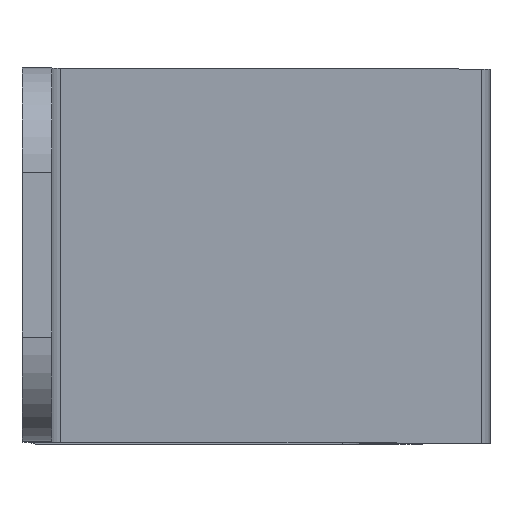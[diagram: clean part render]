
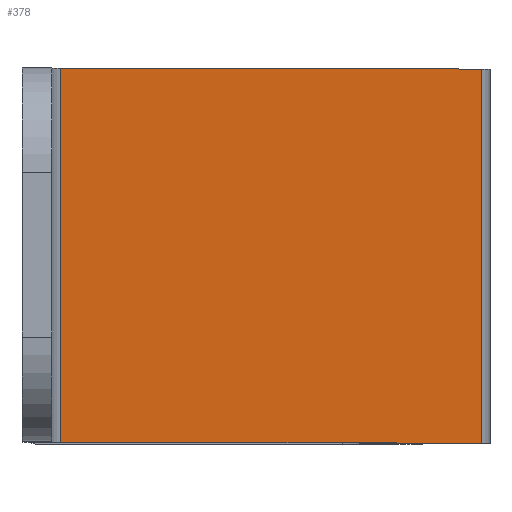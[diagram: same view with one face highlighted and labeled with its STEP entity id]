
A CAD part, top view. The second image highlights one B-rep face of the part: STEP entity #378.
In plain terms, the highlighted planar face has unit normal (0.808, 0, 0.589).
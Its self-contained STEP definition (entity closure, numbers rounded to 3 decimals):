
#48 = CARTESIAN_POINT ( 'NONE',  ( 17.696, 25., 36.581 ) ) ;
#50 = VERTEX_POINT ( 'NONE', #223 ) ;
#81 = VECTOR ( 'NONE', #94, 1000. ) ;
#94 = DIRECTION ( 'NONE',  ( 0., -1., 0. ) ) ;
#109 = PLANE ( 'NONE',  #1312 ) ;
#175 = ORIENTED_EDGE ( 'NONE', *, *, #1429, .T. ) ;
#216 = CARTESIAN_POINT ( 'NONE',  ( 17.696, 25., 36.581 ) ) ;
#223 = CARTESIAN_POINT ( 'NONE',  ( -10.425, 0., 75.211 ) ) ;
#254 = EDGE_LOOP ( 'NONE', ( #1035, #175, #1000, #1065 ) ) ;
#313 = LINE ( 'NONE', #1570, #81 ) ;
#363 = CARTESIAN_POINT ( 'NONE',  ( -10.425, 25., 75.211 ) ) ;
#378 = ADVANCED_FACE ( 'NONE', ( #839 ), #109, .F. ) ;
#430 = EDGE_CURVE ( 'NONE', #50, #1681, #1055, .T. ) ;
#578 = CARTESIAN_POINT ( 'NONE',  ( 17.696, 0., 36.581 ) ) ;
#645 = CARTESIAN_POINT ( 'NONE',  ( 28.972, 0., 21.091 ) ) ;
#648 = LINE ( 'NONE', #48, #948 ) ;
#695 = DIRECTION ( 'NONE',  ( 0., 1., 0. ) ) ;
#706 = EDGE_CURVE ( 'NONE', #822, #749, #1008, .T. ) ;
#749 = VERTEX_POINT ( 'NONE', #216 ) ;
#822 = VERTEX_POINT ( 'NONE', #363 ) ;
#839 = FACE_OUTER_BOUND ( 'NONE', #254, .T. ) ;
#888 = DIRECTION ( 'NONE',  ( 0.589, 0., -0.808 ) ) ;
#948 = VECTOR ( 'NONE', #695, 1000. ) ;
#1000 = ORIENTED_EDGE ( 'NONE', *, *, #430, .T. ) ;
#1008 = LINE ( 'NONE', #1288, #1099 ) ;
#1035 = ORIENTED_EDGE ( 'NONE', *, *, #706, .F. ) ;
#1036 = DIRECTION ( 'NONE',  ( -0.808, 0., -0.589 ) ) ;
#1055 = LINE ( 'NONE', #645, #1394 ) ;
#1065 = ORIENTED_EDGE ( 'NONE', *, *, #1092, .T. ) ;
#1092 = EDGE_CURVE ( 'NONE', #1681, #749, #648, .T. ) ;
#1099 = VECTOR ( 'NONE', #888, 1000. ) ;
#1288 = CARTESIAN_POINT ( 'NONE',  ( 28.972, 25., 21.091 ) ) ;
#1312 = AXIS2_PLACEMENT_3D ( 'NONE', #1318, #1036, #1708 ) ;
#1318 = CARTESIAN_POINT ( 'NONE',  ( 28.972, 25., 21.091 ) ) ;
#1394 = VECTOR ( 'NONE', #1452, 1000. ) ;
#1429 = EDGE_CURVE ( 'NONE', #822, #50, #313, .T. ) ;
#1452 = DIRECTION ( 'NONE',  ( 0.589, 0., -0.808 ) ) ;
#1570 = CARTESIAN_POINT ( 'NONE',  ( -10.425, 25., 75.211 ) ) ;
#1681 = VERTEX_POINT ( 'NONE', #578 ) ;
#1708 = DIRECTION ( 'NONE',  ( -0.589, 0., 0.808 ) ) ;
